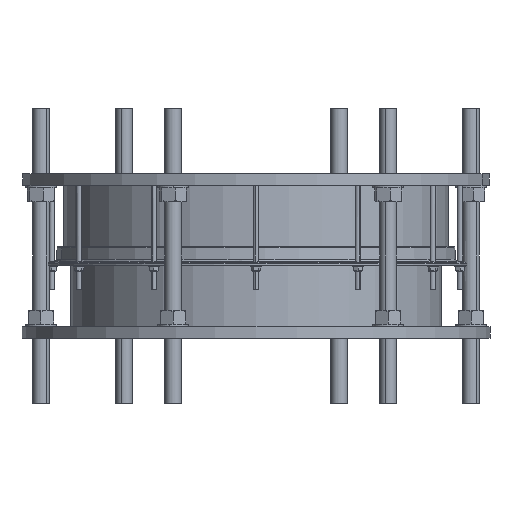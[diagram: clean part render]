
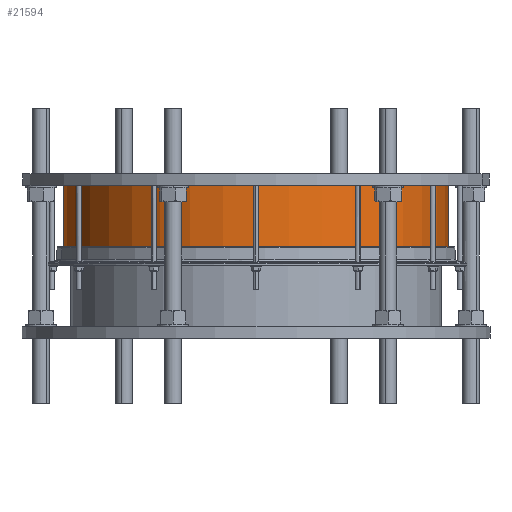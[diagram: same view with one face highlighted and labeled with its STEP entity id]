
A CAD part, front view. The second image highlights one B-rep face of the part: STEP entity #21594.
In plain terms, the highlighted cylindrical face has radius 421 mm (diameter 842 mm), a partial arc.
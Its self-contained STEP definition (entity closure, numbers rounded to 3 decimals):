
#18 = AXIS2_PLACEMENT_3D ( 'NONE', #8916, #8917, #8918 ) ;
#1123 = LINE ( 'NONE', #19903, #1128 ) ;
#1125 = LINE ( 'NONE', #19908, #1130 ) ;
#1128 = VECTOR ( 'NONE', #19911, 1000. ) ;
#1130 = VECTOR ( 'NONE', #19913, 1000. ) ;
#2067 = CIRCLE ( 'NONE', #22081, 421. ) ;
#2140 = CIRCLE ( 'NONE', #18, 421. ) ;
#3337 = FACE_OUTER_BOUND ( 'NONE', #19218, .T. ) ;
#3344 = CYLINDRICAL_SURFACE ( 'NONE', #9197, 421. ) ;
#6793 = CARTESIAN_POINT ( 'NONE',  ( 421., 0., 200. ) ) ;
#6928 = CARTESIAN_POINT ( 'NONE',  ( -421., 0., 200. ) ) ;
#7108 = CARTESIAN_POINT ( 'NONE',  ( 0., 0., 200. ) ) ;
#7110 = DIRECTION ( 'NONE',  ( 0., 0., -1. ) ) ;
#7111 = DIRECTION ( 'NONE',  ( -1., 0., 0. ) ) ;
#8916 = CARTESIAN_POINT ( 'NONE',  ( 0., 0., 335. ) ) ;
#8917 = DIRECTION ( 'NONE',  ( 0., 0., 1. ) ) ;
#8918 = DIRECTION ( 'NONE',  ( 1., 0., 0. ) ) ;
#9197 = AXIS2_PLACEMENT_3D ( 'NONE', #9965, #9964, #9961 ) ;
#9842 = EDGE_CURVE ( 'NONE', #11372, #13347, #1123, .T. ) ;
#9844 = EDGE_CURVE ( 'NONE', #13136, #13742, #1125, .T. ) ;
#9961 = DIRECTION ( 'NONE',  ( -1., 0., 0. ) ) ;
#9964 = DIRECTION ( 'NONE',  ( 0., 0., -1. ) ) ;
#9965 = CARTESIAN_POINT ( 'NONE',  ( 0., 0., 335. ) ) ;
#11372 = VERTEX_POINT ( 'NONE', #18901 ) ;
#12602 = CARTESIAN_POINT ( 'NONE',  ( -421., 0., 335. ) ) ;
#13117 = ORIENTED_EDGE ( 'NONE', *, *, #16571, .F. ) ;
#13136 = VERTEX_POINT ( 'NONE', #12602 ) ;
#13347 = VERTEX_POINT ( 'NONE', #6793 ) ;
#13707 = ORIENTED_EDGE ( 'NONE', *, *, #16452, .F. ) ;
#13716 = ORIENTED_EDGE ( 'NONE', *, *, #9844, .T. ) ;
#13739 = ORIENTED_EDGE ( 'NONE', *, *, #9842, .F. ) ;
#13742 = VERTEX_POINT ( 'NONE', #6928 ) ;
#16452 = EDGE_CURVE ( 'NONE', #13347, #13742, #2067, .T. ) ;
#16571 = EDGE_CURVE ( 'NONE', #13136, #11372, #2140, .T. ) ;
#18901 = CARTESIAN_POINT ( 'NONE',  ( 421., 0., 335. ) ) ;
#19218 = EDGE_LOOP ( 'NONE', ( #13739, #13117, #13716, #13707 ) ) ;
#19903 = CARTESIAN_POINT ( 'NONE',  ( 421., 0., 335. ) ) ;
#19908 = CARTESIAN_POINT ( 'NONE',  ( -421., 0., 335. ) ) ;
#19911 = DIRECTION ( 'NONE',  ( 0., 0., -1. ) ) ;
#19913 = DIRECTION ( 'NONE',  ( 0., 0., -1. ) ) ;
#21594 = ADVANCED_FACE ( 'NONE', ( #3337 ), #3344, .T. ) ;
#22081 = AXIS2_PLACEMENT_3D ( 'NONE', #7108, #7110, #7111 ) ;
